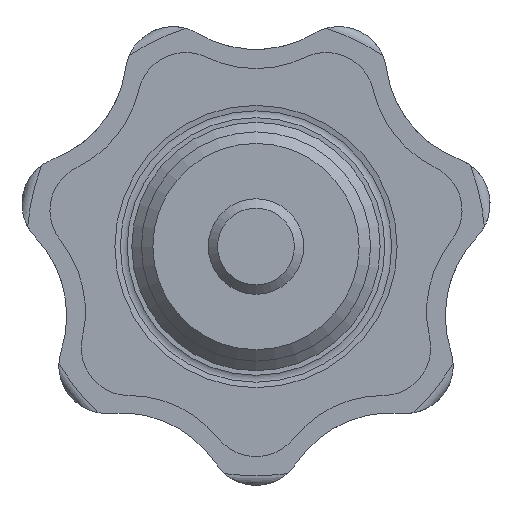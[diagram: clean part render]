
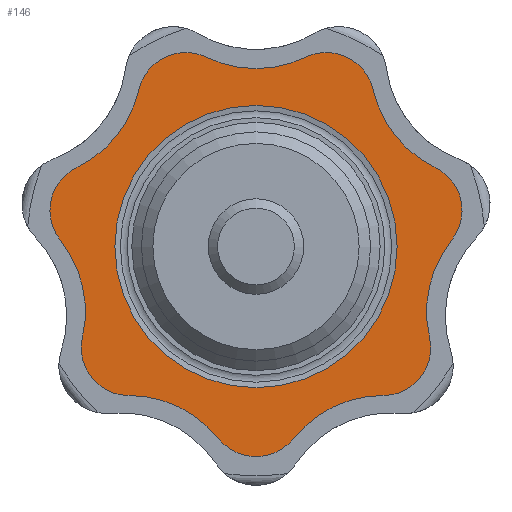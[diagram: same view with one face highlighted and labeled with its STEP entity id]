
A CAD part, front view. The second image highlights one B-rep face of the part: STEP entity #146.
In plain terms, the highlighted planar face has unit normal (0, -1, 0).
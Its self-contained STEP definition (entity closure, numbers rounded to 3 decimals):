
#146 = ADVANCED_FACE( '', ( #310, #311 ), #312, .F. );
#310 = FACE_OUTER_BOUND( '', #481, .T. );
#311 = FACE_BOUND( '', #482, .T. );
#312 = PLANE( '', #483 );
#481 = EDGE_LOOP( '', ( #873, #874, #875, #876, #877, #878, #879, #880, #881, #882, #883, #884, #885, #886 ) );
#482 = EDGE_LOOP( '', ( #887 ) );
#483 = AXIS2_PLACEMENT_3D( '', #888, #889, #890 );
#873 = ORIENTED_EDGE( '', *, *, #1130, .T. );
#874 = ORIENTED_EDGE( '', *, *, #1080, .F. );
#875 = ORIENTED_EDGE( '', *, *, #1085, .T. );
#876 = ORIENTED_EDGE( '', *, *, #1035, .F. );
#877 = ORIENTED_EDGE( '', *, *, #1123, .T. );
#878 = ORIENTED_EDGE( '', *, *, #1151, .F. );
#879 = ORIENTED_EDGE( '', *, *, #1114, .T. );
#880 = ORIENTED_EDGE( '', *, *, #1089, .F. );
#881 = ORIENTED_EDGE( '', *, *, #1144, .T. );
#882 = ORIENTED_EDGE( '', *, *, #1097, .F. );
#883 = ORIENTED_EDGE( '', *, *, #1061, .T. );
#884 = ORIENTED_EDGE( '', *, *, #1147, .F. );
#885 = ORIENTED_EDGE( '', *, *, #1155, .T. );
#886 = ORIENTED_EDGE( '', *, *, #1156, .F. );
#887 = ORIENTED_EDGE( '', *, *, #1065, .F. );
#888 = CARTESIAN_POINT( '', ( -10.789, 13.7, -4.354 ) );
#889 = DIRECTION( '', ( 0., 1., 0. ) );
#890 = DIRECTION( '', ( 0., 0., 1. ) );
#1035 = EDGE_CURVE( '', #1259, #1257, #1261, .T. );
#1061 = EDGE_CURVE( '', #1310, #1308, #1311, .T. );
#1065 = EDGE_CURVE( '', #1316, #1316, #1317, .F. );
#1080 = EDGE_CURVE( '', #1337, #1335, #1339, .T. );
#1085 = EDGE_CURVE( '', #1337, #1257, #1344, .T. );
#1089 = EDGE_CURVE( '', #1348, #1346, #1350, .T. );
#1097 = EDGE_CURVE( '', #1310, #1358, #1360, .T. );
#1114 = EDGE_CURVE( '', #1382, #1346, #1383, .T. );
#1123 = EDGE_CURVE( '', #1259, #1392, #1394, .T. );
#1130 = EDGE_CURVE( '', #1401, #1335, #1402, .T. );
#1144 = EDGE_CURVE( '', #1348, #1358, #1417, .T. );
#1147 = EDGE_CURVE( '', #1419, #1308, #1421, .T. );
#1151 = EDGE_CURVE( '', #1382, #1392, #1426, .T. );
#1155 = EDGE_CURVE( '', #1419, #1431, #1432, .T. );
#1156 = EDGE_CURVE( '', #1401, #1431, #1433, .T. );
#1257 = VERTEX_POINT( '', #1534 );
#1259 = VERTEX_POINT( '', #1537 );
#1261 = CIRCLE( '', #1540, 2.5 );
#1308 = VERTEX_POINT( '', #1846 );
#1310 = VERTEX_POINT( '', #1849 );
#1311 = CIRCLE( '', #1850, 6. );
#1316 = VERTEX_POINT( '', #1856 );
#1317 = CIRCLE( '', #1857, 7.386 );
#1335 = VERTEX_POINT( '', #1911 );
#1337 = VERTEX_POINT( '', #1914 );
#1339 = CIRCLE( '', #1917, 2.5 );
#1344 = CIRCLE( '', #1924, 6. );
#1346 = VERTEX_POINT( '', #1926 );
#1348 = VERTEX_POINT( '', #1929 );
#1350 = CIRCLE( '', #1932, 2.5 );
#1358 = VERTEX_POINT( '', #1960 );
#1360 = CIRCLE( '', #1963, 2.5 );
#1382 = VERTEX_POINT( '', #2041 );
#1383 = CIRCLE( '', #2042, 6. );
#1392 = VERTEX_POINT( '', #2054 );
#1394 = CIRCLE( '', #2057, 6. );
#1401 = VERTEX_POINT( '', #2067 );
#1402 = CIRCLE( '', #2068, 6. );
#1417 = CIRCLE( '', #2105, 6. );
#1419 = VERTEX_POINT( '', #2107 );
#1421 = CIRCLE( '', #2110, 2.5 );
#1426 = CIRCLE( '', #2115, 2.5 );
#1431 = VERTEX_POINT( '', #2120 );
#1432 = CIRCLE( '', #2121, 6. );
#1433 = CIRCLE( '', #2122, 2.5 );
#1534 = CARTESIAN_POINT( '', ( -1.955, 13.7, -10.059 ) );
#1537 = CARTESIAN_POINT( '', ( 1.955, 13.7, -10.059 ) );
#1540 = AXIS2_PLACEMENT_3D( '', #2266, #2267, #2268 );
#1846 = CARTESIAN_POINT( '', ( -2.603, 13.7, 9.911 ) );
#1849 = CARTESIAN_POINT( '', ( 2.603, 13.7, 9.911 ) );
#1850 = AXIS2_PLACEMENT_3D( '', #2273, #2274, #2275 );
#1856 = CARTESIAN_POINT( '', ( 0., 13.7, 7.386 ) );
#1857 = AXIS2_PLACEMENT_3D( '', #2280, #2281, #2282 );
#1911 = CARTESIAN_POINT( '', ( -9.083, 13.7, -4.743 ) );
#1914 = CARTESIAN_POINT( '', ( -6.646, 13.7, -7.8 ) );
#1917 = AXIS2_PLACEMENT_3D( '', #2294, #2295, #2296 );
#1924 = AXIS2_PLACEMENT_3D( '', #2299, #2300, #2301 );
#1926 = CARTESIAN_POINT( '', ( 10.241, 13.7, 0.333 ) );
#1929 = CARTESIAN_POINT( '', ( 9.372, 13.7, 4.144 ) );
#1932 = AXIS2_PLACEMENT_3D( '', #2304, #2305, #2306 );
#1960 = CARTESIAN_POINT( '', ( 6.125, 13.7, 8.215 ) );
#1963 = AXIS2_PLACEMENT_3D( '', #2310, #2311, #2312 );
#2041 = CARTESIAN_POINT( '', ( 9.083, 13.7, -4.743 ) );
#2042 = AXIS2_PLACEMENT_3D( '', #2321, #2322, #2323 );
#2054 = CARTESIAN_POINT( '', ( 6.646, 13.7, -7.8 ) );
#2057 = AXIS2_PLACEMENT_3D( '', #2331, #2332, #2333 );
#2067 = CARTESIAN_POINT( '', ( -10.241, 13.7, 0.333 ) );
#2068 = AXIS2_PLACEMENT_3D( '', #2337, #2338, #2339 );
#2105 = AXIS2_PLACEMENT_3D( '', #2347, #2348, #2349 );
#2107 = CARTESIAN_POINT( '', ( -6.125, 13.7, 8.215 ) );
#2110 = AXIS2_PLACEMENT_3D( '', #2351, #2352, #2353 );
#2115 = AXIS2_PLACEMENT_3D( '', #2357, #2358, #2359 );
#2120 = CARTESIAN_POINT( '', ( -9.372, 13.7, 4.144 ) );
#2121 = AXIS2_PLACEMENT_3D( '', #2363, #2364, #2365 );
#2122 = AXIS2_PLACEMENT_3D( '', #2366, #2367, #2368 );
#2266 = CARTESIAN_POINT( '', ( 0., 13.7, -8.5 ) );
#2267 = DIRECTION( '', ( 0., 1., 0. ) );
#2268 = DIRECTION( '', ( 1., 0., 0. ) );
#2273 = CARTESIAN_POINT( '', ( 0., 13.7, 15.316 ) );
#2274 = DIRECTION( '', ( 0., 1., 0. ) );
#2275 = DIRECTION( '', ( 1., 0., 0. ) );
#2280 = CARTESIAN_POINT( '', ( 0., 13.7, 0. ) );
#2281 = DIRECTION( '', ( 0., 1., 0. ) );
#2282 = DIRECTION( '', ( 0., 0., 1. ) );
#2294 = CARTESIAN_POINT( '', ( -6.646, 13.7, -5.3 ) );
#2295 = DIRECTION( '', ( 0., 1., 0. ) );
#2296 = DIRECTION( '', ( 1., 0., 0. ) );
#2299 = CARTESIAN_POINT( '', ( -6.646, 13.7, -13.8 ) );
#2300 = DIRECTION( '', ( 0., 1., 0. ) );
#2301 = DIRECTION( '', ( 1., 0., 0. ) );
#2304 = CARTESIAN_POINT( '', ( 8.287, 13.7, 1.891 ) );
#2305 = DIRECTION( '', ( 0., 1., 0. ) );
#2306 = DIRECTION( '', ( 1., 0., 0. ) );
#2310 = CARTESIAN_POINT( '', ( 3.688, 13.7, 7.658 ) );
#2311 = DIRECTION( '', ( 0., 1., 0. ) );
#2312 = DIRECTION( '', ( 1., 0., 0. ) );
#2321 = CARTESIAN_POINT( '', ( 14.932, 13.7, -3.408 ) );
#2322 = DIRECTION( '', ( 0., 1., 0. ) );
#2323 = DIRECTION( '', ( 1., 0., 0. ) );
#2331 = CARTESIAN_POINT( '', ( 6.646, 13.7, -13.8 ) );
#2332 = DIRECTION( '', ( 0., 1., 0. ) );
#2333 = DIRECTION( '', ( 1., 0., 0. ) );
#2337 = CARTESIAN_POINT( '', ( -14.932, 13.7, -3.408 ) );
#2338 = DIRECTION( '', ( 0., 1., 0. ) );
#2339 = DIRECTION( '', ( 1., 0., 0. ) );
#2347 = CARTESIAN_POINT( '', ( 11.975, 13.7, 9.55 ) );
#2348 = DIRECTION( '', ( 0., 1., 0. ) );
#2349 = DIRECTION( '', ( 1., 0., 0. ) );
#2351 = CARTESIAN_POINT( '', ( -3.688, 13.7, 7.658 ) );
#2352 = DIRECTION( '', ( 0., 1., 0. ) );
#2353 = DIRECTION( '', ( 1., 0., 0. ) );
#2357 = CARTESIAN_POINT( '', ( 6.646, 13.7, -5.3 ) );
#2358 = DIRECTION( '', ( 0., 1., 0. ) );
#2359 = DIRECTION( '', ( 1., 0., 0. ) );
#2363 = CARTESIAN_POINT( '', ( -11.975, 13.7, 9.55 ) );
#2364 = DIRECTION( '', ( 0., 1., 0. ) );
#2365 = DIRECTION( '', ( 1., 0., 0. ) );
#2366 = CARTESIAN_POINT( '', ( -8.287, 13.7, 1.891 ) );
#2367 = DIRECTION( '', ( 0., 1., 0. ) );
#2368 = DIRECTION( '', ( 1., 0., 0. ) );
